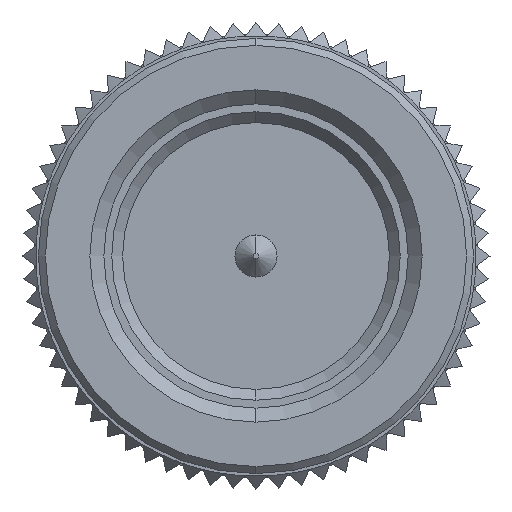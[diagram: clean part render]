
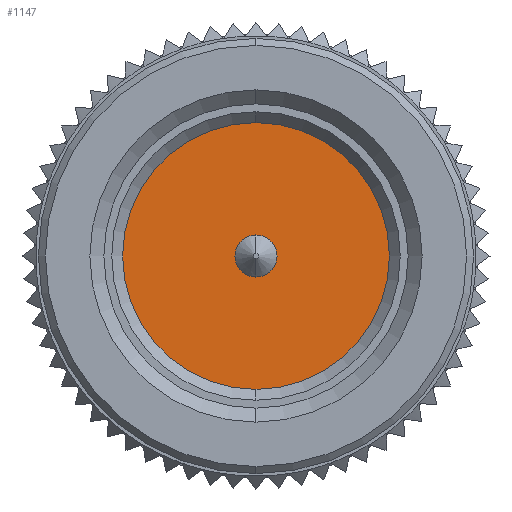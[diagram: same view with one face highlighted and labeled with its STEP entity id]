
A CAD part, front view. The second image highlights one B-rep face of the part: STEP entity #1147.
In plain terms, the highlighted planar face has unit normal (0, -1, 0).
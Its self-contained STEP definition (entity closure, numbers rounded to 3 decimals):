
#138 = EDGE_CURVE ( 'NONE', #7385, #4587, #10244, .T. ) ;
#610 = EDGE_LOOP ( 'NONE', ( #6969, #909 ) ) ;
#660 = CARTESIAN_POINT ( 'NONE',  ( 7.5, 16.6, 0. ) ) ;
#696 = EDGE_CURVE ( 'NONE', #8084, #4206, #4682, .T. ) ;
#724 = AXIS2_PLACEMENT_3D ( 'NONE', #1324, #4756, #10528 ) ;
#909 = ORIENTED_EDGE ( 'NONE', *, *, #6848, .T. ) ;
#1147 = ADVANCED_FACE ( 'NONE', ( #7023, #4269 ), #9726, .T. ) ;
#1221 = DIRECTION ( 'NONE',  ( 0., 1., 0. ) ) ;
#1293 = DIRECTION ( 'NONE',  ( 0., 0., -1. ) ) ;
#1324 = CARTESIAN_POINT ( 'NONE',  ( 7.5, 16.6, 0. ) ) ;
#1334 = CARTESIAN_POINT ( 'NONE',  ( 7.5, 16.6, -2.85 ) ) ;
#2149 = CARTESIAN_POINT ( 'NONE',  ( 4.507, 16.6, -2.993 ) ) ;
#2263 = ORIENTED_EDGE ( 'NONE', *, *, #138, .T. ) ;
#2647 = EDGE_LOOP ( 'NONE', ( #8442, #2263 ) ) ;
#2753 = AXIS2_PLACEMENT_3D ( 'NONE', #6720, #4394, #4360 ) ;
#3349 = EDGE_CURVE ( 'NONE', #4587, #7385, #7673, .T. ) ;
#3666 = AXIS2_PLACEMENT_3D ( 'NONE', #6790, #1221, #7806 ) ;
#3860 = CARTESIAN_POINT ( 'NONE',  ( 7.5, 16.6, 0.45 ) ) ;
#4206 = VERTEX_POINT ( 'NONE', #7174 ) ;
#4269 = FACE_BOUND ( 'NONE', #2647, .T. ) ;
#4360 = DIRECTION ( 'NONE',  ( 0., 0., -1. ) ) ;
#4394 = DIRECTION ( 'NONE',  ( 0., -1., 0. ) ) ;
#4587 = VERTEX_POINT ( 'NONE', #3860 ) ;
#4660 = DIRECTION ( 'NONE',  ( 0., -1., 0. ) ) ;
#4682 = CIRCLE ( 'NONE', #724, 2.85 ) ;
#4756 = DIRECTION ( 'NONE',  ( 0., -1., 0. ) ) ;
#5815 = AXIS2_PLACEMENT_3D ( 'NONE', #2149, #4660, #1293 ) ;
#5973 = AXIS2_PLACEMENT_3D ( 'NONE', #660, #6558, #8191 ) ;
#6558 = DIRECTION ( 'NONE',  ( 0., 1., 0. ) ) ;
#6720 = CARTESIAN_POINT ( 'NONE',  ( 7.5, 16.6, 0. ) ) ;
#6790 = CARTESIAN_POINT ( 'NONE',  ( 7.5, 16.6, 0. ) ) ;
#6848 = EDGE_CURVE ( 'NONE', #4206, #8084, #9093, .T. ) ;
#6969 = ORIENTED_EDGE ( 'NONE', *, *, #696, .T. ) ;
#7023 = FACE_OUTER_BOUND ( 'NONE', #610, .T. ) ;
#7174 = CARTESIAN_POINT ( 'NONE',  ( 7.5, 16.6, 2.85 ) ) ;
#7186 = CARTESIAN_POINT ( 'NONE',  ( 7.5, 16.6, -0.45 ) ) ;
#7385 = VERTEX_POINT ( 'NONE', #7186 ) ;
#7673 = CIRCLE ( 'NONE', #3666, 0.45 ) ;
#7806 = DIRECTION ( 'NONE',  ( 0., 0., 1. ) ) ;
#8084 = VERTEX_POINT ( 'NONE', #1334 ) ;
#8191 = DIRECTION ( 'NONE',  ( 0., 0., 1. ) ) ;
#8442 = ORIENTED_EDGE ( 'NONE', *, *, #3349, .T. ) ;
#9093 = CIRCLE ( 'NONE', #2753, 2.85 ) ;
#9726 = PLANE ( 'NONE',  #5815 ) ;
#10244 = CIRCLE ( 'NONE', #5973, 0.45 ) ;
#10528 = DIRECTION ( 'NONE',  ( 0., 0., -1. ) ) ;
